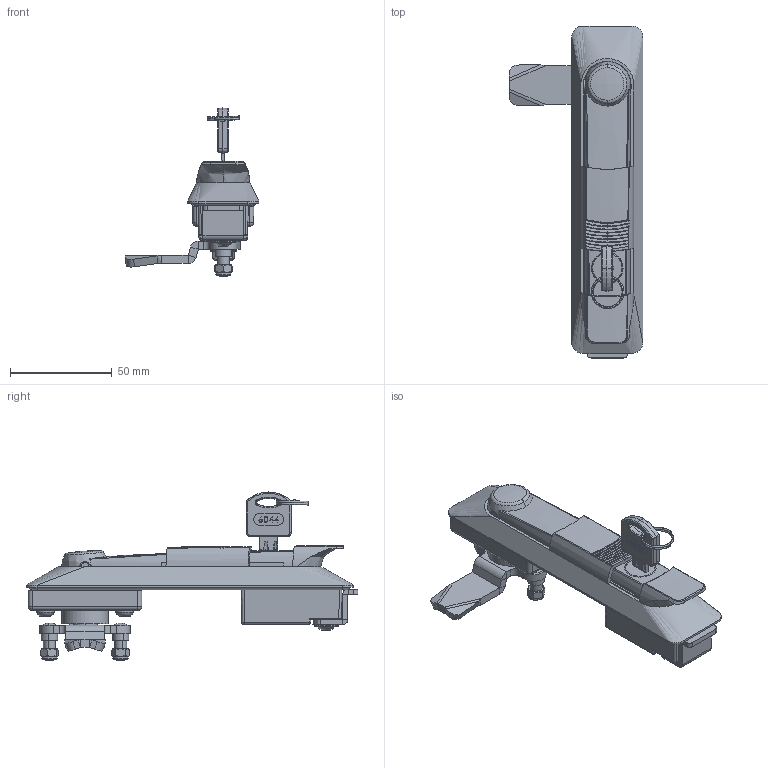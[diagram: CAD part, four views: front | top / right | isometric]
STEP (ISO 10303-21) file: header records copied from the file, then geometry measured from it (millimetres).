
FILE_DESCRIPTION (( 'STEP AP203' ), '1' );
FILE_NAME ('KI01.01.14.STEP', '2022-04-25T13:53:16', ( '' ), ( '' ), 'SwSTEP 2.0', 'SolidWorks 2021', '' );
FILE_SCHEMA (( 'CONFIG_CONTROL_DESIGN' ));
Length unit declared in the file: millimetre
Products named in the file (1): KI01.01.14
Bounding box: 65.78 x 163.2 x 82.66 mm (x, y, z)
Surface area: 42646.5 mm2 (no closed solid volume)
Topology: 0 solids, 40 shells, 753 faces, 2402 edges, 1642 vertices
Faces by surface type: plane 303, bspline 192, cylinder 134, cone 55, torus 54, sphere 15
Entity records: 40094 total; most frequent: CARTESIAN_POINT 21881, ORIENTED_EDGE 4009, DIRECTION 2829, EDGE_CURVE 2401, VERTEX_POINT 1642, B_SPLINE_CURVE_WITH_KNOTS 1016, AXIS2_PLACEMENT_3D 992, VECTOR 845
